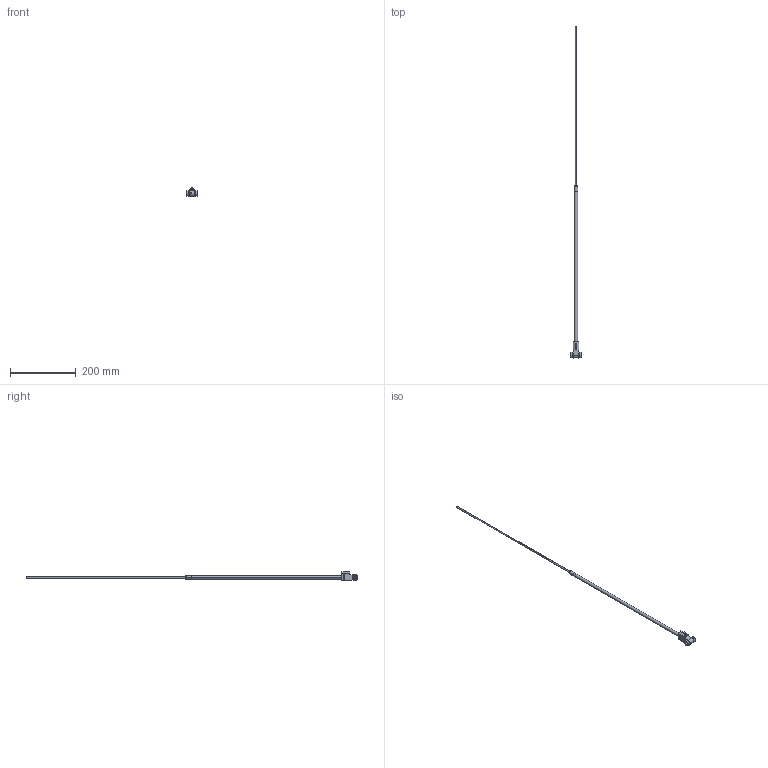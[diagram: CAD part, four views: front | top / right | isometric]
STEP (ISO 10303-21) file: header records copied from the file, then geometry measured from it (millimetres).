
FILE_DESCRIPTION (( 'STEP AP214' ), '1' );
FILE_NAME ('FC280500.STEP', '2018-06-28T08:14:09', ( '' ), ( '' ), 'SwSTEP 2.0', 'SolidWorks 2017', '' );
FILE_SCHEMA (( 'AUTOMOTIVE_DESIGN' ));
Length unit declared in the file: millimetre
Products named in the file (8): 1DIN912416_DIN 912 M4 x 16 --- 16C; 9FC280500-TE; 3JT9X2-VIT; 9FC280400-TI; 9FC280400-M; 1BOLAØ5; FC280500; 9FC280400-BASE
Assembly tree (8 placements, depth 2):
  FC280500
    9FC280400-BASE
    9FC280400-TI  x2
    9FC280500-TE
    1DIN912416_DIN 912 M4 x 16 --- 16C
    3JT9X2-VIT
    9FC280400-M
    1BOLAØ5
Bounding box: 32 x 1013 x 27 mm (x, y, z)
Volume: 44522.6 mm3; surface area: 61632.5 mm2
Topology: 8 solids, 8 shells, 205 faces, 475 edges, 286 vertices
Faces by surface type: plane 78, cylinder 70, cone 31, torus 18, bspline 6, sphere 2
Entity records: 6551 total; most frequent: CARTESIAN_POINT 1520, DIRECTION 1037, ORIENTED_EDGE 912, EDGE_CURVE 456, AXIS2_PLACEMENT_3D 412, VERTEX_POINT 275, EDGE_LOOP 223, LINE 213
